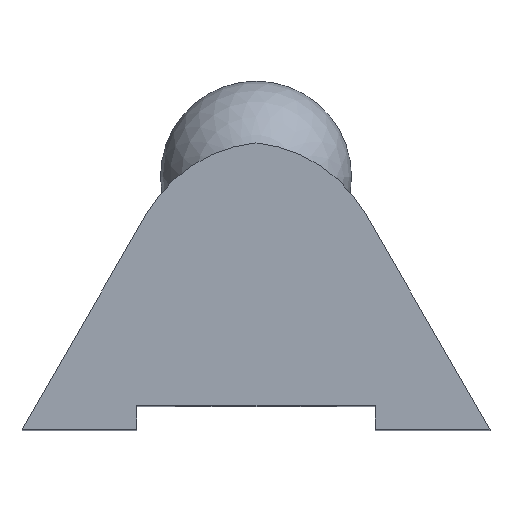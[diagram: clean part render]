
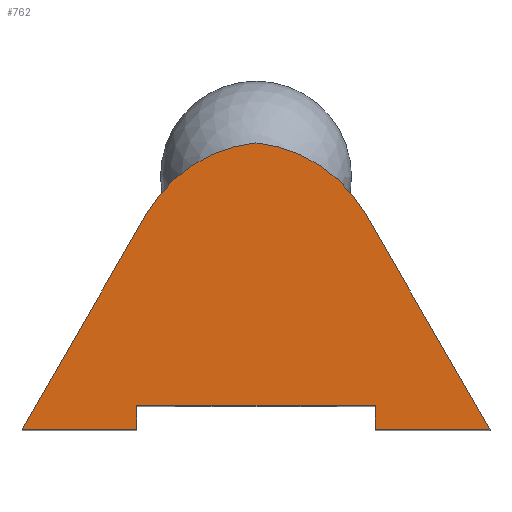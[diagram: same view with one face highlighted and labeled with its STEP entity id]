
A CAD part, top view. The second image highlights one B-rep face of the part: STEP entity #762.
In plain terms, the highlighted planar face has unit normal (0, 0, 1).
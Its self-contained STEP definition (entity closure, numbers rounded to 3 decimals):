
#12 = CARTESIAN_POINT ( 'NONE',  ( -4.9, 0., 0. ) ) ;
#20 = CARTESIAN_POINT ( 'NONE',  ( 2.5, 0., 0. ) ) ;
#23 = VERTEX_POINT ( 'NONE', #830 ) ;
#71 = VERTEX_POINT ( 'NONE', #289 ) ;
#80 = FACE_OUTER_BOUND ( 'NONE', #499, .T. ) ;
#82 = ORIENTED_EDGE ( 'NONE', *, *, #412, .T. ) ;
#84 = EDGE_CURVE ( 'NONE', #655, #71, #286, .T. ) ;
#91 = CARTESIAN_POINT ( 'NONE',  ( -0.305, 3.016, 0. ) ) ;
#100 = ORIENTED_EDGE ( 'NONE', *, *, #84, .F. ) ;
#101 = DIRECTION ( 'NONE',  ( 1., 0., 0. ) ) ;
#113 = CARTESIAN_POINT ( 'NONE',  ( -0.305, 3.016, 0. ) ) ;
#114 = VERTEX_POINT ( 'NONE', #206 ) ;
#130 = ORIENTED_EDGE ( 'NONE', *, *, #527, .F. ) ;
#148 = ORIENTED_EDGE ( 'NONE', *, *, #277, .T. ) ;
#204 = ORIENTED_EDGE ( 'NONE', *, *, #841, .F. ) ;
#206 = CARTESIAN_POINT ( 'NONE',  ( 4.9, 0., 0. ) ) ;
#212 = CARTESIAN_POINT ( 'NONE',  ( 4.9, 0., 0. ) ) ;
#247 = DIRECTION ( 'NONE',  ( 0., -1., 0. ) ) ;
#252 = ORIENTED_EDGE ( 'NONE', *, *, #353, .T. ) ;
#259 = VECTOR ( 'NONE', #247, 1000. ) ;
#264 = VERTEX_POINT ( 'NONE', #771 ) ;
#277 = EDGE_CURVE ( 'NONE', #114, #705, #897, .T. ) ;
#284 = VECTOR ( 'NONE', #445, 1000. ) ;
#286 = LINE ( 'NONE', #347, #805 ) ;
#287 = ORIENTED_EDGE ( 'NONE', *, *, #474, .T. ) ;
#289 = CARTESIAN_POINT ( 'NONE',  ( -2.293, 4.516, 0. ) ) ;
#308 = CARTESIAN_POINT ( 'NONE',  ( 2.293, 4.516, 0. ) ) ;
#315 = CARTESIAN_POINT ( 'NONE',  ( -2.5, 0., 0. ) ) ;
#325 = DIRECTION ( 'NONE',  ( -1., 0., 0. ) ) ;
#347 = CARTESIAN_POINT ( 'NONE',  ( -4.9, 0., 0. ) ) ;
#350 = VECTOR ( 'NONE', #797, 1000. ) ;
#353 = EDGE_CURVE ( 'NONE', #23, #686, #872, .T. ) ;
#365 = VECTOR ( 'NONE', #509, 1000. ) ;
#368 = PLANE ( 'NONE',  #570 ) ;
#379 = DIRECTION ( 'NONE',  ( -1., 0., 0. ) ) ;
#400 = ORIENTED_EDGE ( 'NONE', *, *, #436, .T. ) ;
#408 = AXIS2_PLACEMENT_3D ( 'NONE', #644, #515, #379 ) ;
#409 = LINE ( 'NONE', #865, #829 ) ;
#412 = EDGE_CURVE ( 'NONE', #264, #23, #752, .T. ) ;
#415 = CIRCLE ( 'NONE', #408, 3. ) ;
#417 = DIRECTION ( 'NONE',  ( 0.5, 0.866, 0. ) ) ;
#434 = DIRECTION ( 'NONE',  ( 0., 0., 1. ) ) ;
#436 = EDGE_CURVE ( 'NONE', #705, #692, #565, .T. ) ;
#445 = DIRECTION ( 'NONE',  ( 1., 0., 0. ) ) ;
#458 = DIRECTION ( 'NONE',  ( 0., 0., 1. ) ) ;
#474 = EDGE_CURVE ( 'NONE', #686, #114, #768, .T. ) ;
#499 = EDGE_LOOP ( 'NONE', ( #400, #524, #100, #130, #204, #82, #252, #287, #148 ) ) ;
#509 = DIRECTION ( 'NONE',  ( 0., -1., 0. ) ) ;
#515 = DIRECTION ( 'NONE',  ( 0., 0., -1. ) ) ;
#517 = CARTESIAN_POINT ( 'NONE',  ( 4.9, 0., 0. ) ) ;
#524 = ORIENTED_EDGE ( 'NONE', *, *, #876, .F. ) ;
#527 = EDGE_CURVE ( 'NONE', #887, #655, #409, .T. ) ;
#565 = CIRCLE ( 'NONE', #646, 3. ) ;
#570 = AXIS2_PLACEMENT_3D ( 'NONE', #91, #434, #101 ) ;
#595 = CARTESIAN_POINT ( 'NONE',  ( -2.5, 0., 0. ) ) ;
#634 = CARTESIAN_POINT ( 'NONE',  ( 2.5, 0., 0. ) ) ;
#643 = CARTESIAN_POINT ( 'NONE',  ( 0., 6., 0. ) ) ;
#644 = CARTESIAN_POINT ( 'NONE',  ( 0.305, 3.016, 0. ) ) ;
#646 = AXIS2_PLACEMENT_3D ( 'NONE', #113, #458, #870 ) ;
#655 = VERTEX_POINT ( 'NONE', #12 ) ;
#686 = VERTEX_POINT ( 'NONE', #634 ) ;
#692 = VERTEX_POINT ( 'NONE', #643 ) ;
#700 = LINE ( 'NONE', #595, #259 ) ;
#702 = VECTOR ( 'NONE', #837, 1000. ) ;
#705 = VERTEX_POINT ( 'NONE', #308 ) ;
#752 = LINE ( 'NONE', #858, #284 ) ;
#762 = ADVANCED_FACE ( 'NONE', ( #80 ), #368, .T. ) ;
#768 = LINE ( 'NONE', #517, #350 ) ;
#771 = CARTESIAN_POINT ( 'NONE',  ( -2.5, 0.5, 0. ) ) ;
#797 = DIRECTION ( 'NONE',  ( 1., 0., 0. ) ) ;
#805 = VECTOR ( 'NONE', #417, 1000. ) ;
#829 = VECTOR ( 'NONE', #325, 1000. ) ;
#830 = CARTESIAN_POINT ( 'NONE',  ( 2.5, 0.5, 0. ) ) ;
#837 = DIRECTION ( 'NONE',  ( -0.5, 0.866, 0. ) ) ;
#841 = EDGE_CURVE ( 'NONE', #264, #887, #700, .T. ) ;
#858 = CARTESIAN_POINT ( 'NONE',  ( 2.5, 0.5, 0. ) ) ;
#865 = CARTESIAN_POINT ( 'NONE',  ( -4.9, 0., 0. ) ) ;
#870 = DIRECTION ( 'NONE',  ( 1., 0., 0. ) ) ;
#872 = LINE ( 'NONE', #20, #365 ) ;
#876 = EDGE_CURVE ( 'NONE', #71, #692, #415, .T. ) ;
#887 = VERTEX_POINT ( 'NONE', #315 ) ;
#897 = LINE ( 'NONE', #212, #702 ) ;
